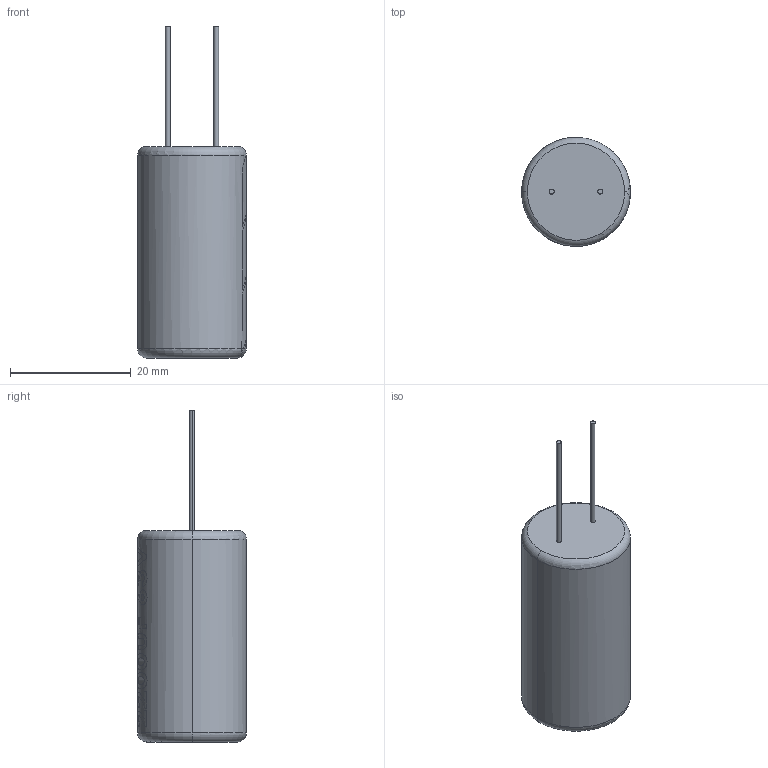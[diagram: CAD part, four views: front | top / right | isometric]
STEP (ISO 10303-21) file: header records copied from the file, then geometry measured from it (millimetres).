
FILE_DESCRIPTION (( 'STEP AP214' ), '1' );
FILE_NAME ('2200uF 63V hongX LOWESR 18x35mm.STEP', '2024-06-24T07:51:38', ( '' ), ( '' ), 'SwSTEP 2.0', 'SolidWorks 2021', '' );
FILE_SCHEMA (( 'AUTOMOTIVE_DESIGN' ));
Length unit declared in the file: millimetre
Products named in the file (1): 2200uF 63V hongX LOWESR 18x35mm
Bounding box: 18.01 x 17.99 x 54.9 mm (x, y, z)
Volume: 8845.6 mm3; surface area: 2587 mm2
Topology: 1 solids, 1 shells, 193 faces, 501 edges, 328 vertices
Faces by surface type: bspline 99, plane 60, cylinder 26, torus 8
Entity records: 14461 total; most frequent: CARTESIAN_POINT 8500, ORIENTED_EDGE 1002, EDGE_CURVE 501, DIRECTION 476, VERTEX_POINT 328, B_SPLINE_CURVE_WITH_KNOTS 269, EDGE_LOOP 211, FACE_OUTER_BOUND 193
